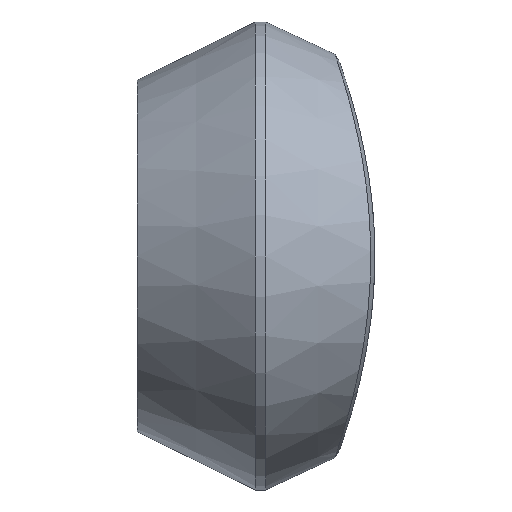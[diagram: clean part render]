
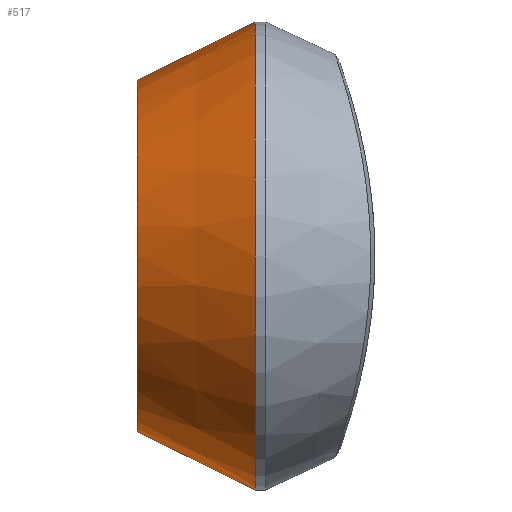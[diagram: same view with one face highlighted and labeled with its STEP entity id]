
A CAD part, left-side view. The second image highlights one B-rep face of the part: STEP entity #517.
In plain terms, the highlighted conical face has half-angle 26.212 degrees and reference radius 33.111 mm.
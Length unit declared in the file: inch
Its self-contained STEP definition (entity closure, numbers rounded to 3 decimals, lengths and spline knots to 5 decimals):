
#5 = AXIS2_PLACEMENT_3D ( 'NONE', #1146, #297, #713 ) ;
#61 = CIRCLE ( 'NONE', #769, 1.73438 ) ;
#85 = CARTESIAN_POINT ( 'NONE',  ( 0., 3.935, -1.73438 ) ) ;
#208 = VERTEX_POINT ( 'NONE', #895 ) ;
#249 = ORIENTED_EDGE ( 'NONE', *, *, #1355, .T. ) ;
#279 = DIRECTION ( 'NONE',  ( 0., 0., -1. ) ) ;
#297 = DIRECTION ( 'NONE',  ( 0., -1., 0. ) ) ;
#313 = ORIENTED_EDGE ( 'NONE', *, *, #817, .T. ) ;
#334 = DIRECTION ( 'NONE',  ( 0., -1., 0. ) ) ;
#398 = CARTESIAN_POINT ( 'NONE',  ( 0., 4.81, -1.30359 ) ) ;
#449 = ORIENTED_EDGE ( 'NONE', *, *, #1158, .F. ) ;
#495 = EDGE_CURVE ( 'NONE', #208, #787, #61, .T. ) ;
#517 = ADVANCED_FACE ( 'NONE', ( #1317 ), #1048, .T. ) ;
#535 = DIRECTION ( 'NONE',  ( 0., 0., -1. ) ) ;
#570 = VECTOR ( 'NONE', #920, 39.37008 ) ;
#591 = DIRECTION ( 'NONE',  ( 0., -0.897, 0.442 ) ) ;
#643 = CARTESIAN_POINT ( 'NONE',  ( 0., 4.81, 0. ) ) ;
#664 = CARTESIAN_POINT ( 'NONE',  ( 0., 4.81, -1.30359 ) ) ;
#668 = AXIS2_PLACEMENT_3D ( 'NONE', #643, #334, #535 ) ;
#713 = DIRECTION ( 'NONE',  ( 0., 0., -1. ) ) ;
#725 = CARTESIAN_POINT ( 'NONE',  ( 0., 3.935, 0. ) ) ;
#767 = CARTESIAN_POINT ( 'NONE',  ( 0., 4.81, 1.30359 ) ) ;
#769 = AXIS2_PLACEMENT_3D ( 'NONE', #725, #925, #279 ) ;
#775 = CARTESIAN_POINT ( 'NONE',  ( 0., 4.81, 1.30359 ) ) ;
#787 = VERTEX_POINT ( 'NONE', #85 ) ;
#817 = EDGE_CURVE ( 'NONE', #1153, #787, #1332, .T. ) ;
#895 = CARTESIAN_POINT ( 'NONE',  ( 0., 3.935, 1.73438 ) ) ;
#920 = DIRECTION ( 'NONE',  ( 0., -0.897, -0.442 ) ) ;
#925 = DIRECTION ( 'NONE',  ( 0., -1., 0. ) ) ;
#948 = VECTOR ( 'NONE', #591, 39.37008 ) ;
#975 = VERTEX_POINT ( 'NONE', #775 ) ;
#1006 = EDGE_LOOP ( 'NONE', ( #449, #249, #313, #1272 ) ) ;
#1048 = CONICAL_SURFACE ( 'NONE', #5, 1.30359, 0.457 ) ;
#1091 = LINE ( 'NONE', #767, #948 ) ;
#1112 = CIRCLE ( 'NONE', #668, 1.30359 ) ;
#1146 = CARTESIAN_POINT ( 'NONE',  ( 0., 4.81, 0. ) ) ;
#1153 = VERTEX_POINT ( 'NONE', #664 ) ;
#1158 = EDGE_CURVE ( 'NONE', #975, #208, #1091, .T. ) ;
#1272 = ORIENTED_EDGE ( 'NONE', *, *, #495, .F. ) ;
#1317 = FACE_OUTER_BOUND ( 'NONE', #1006, .T. ) ;
#1332 = LINE ( 'NONE', #398, #570 ) ;
#1355 = EDGE_CURVE ( 'NONE', #975, #1153, #1112, .T. ) ;
